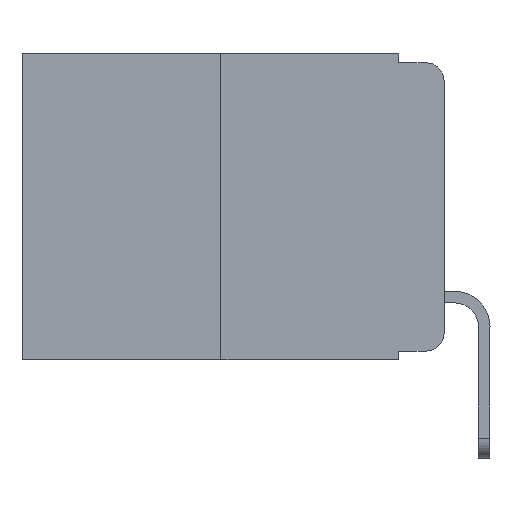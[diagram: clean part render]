
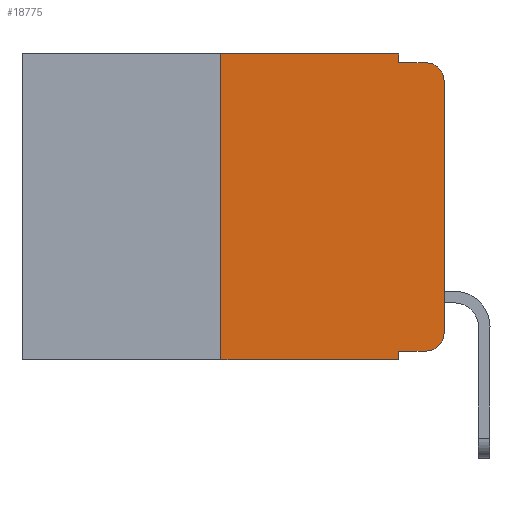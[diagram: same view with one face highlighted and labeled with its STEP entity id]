
A CAD part, left-side view. The second image highlights one B-rep face of the part: STEP entity #18775.
In plain terms, the highlighted planar face has unit normal (-1, 0, 0).
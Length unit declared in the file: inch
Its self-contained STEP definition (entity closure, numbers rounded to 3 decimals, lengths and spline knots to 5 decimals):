
#80 = CARTESIAN_POINT ( 'NONE',  ( 0., 0., -0.313 ) ) ;
#222 = EDGE_CURVE ( 'NONE', #16069, #7587, #317, .T. ) ;
#281 = CARTESIAN_POINT ( 'NONE',  ( 0., 0.02, -0.333 ) ) ;
#317 = LINE ( 'NONE', #6588, #14079 ) ;
#417 = DIRECTION ( 'NONE',  ( 0., -1., 0. ) ) ;
#731 = CARTESIAN_POINT ( 'NONE',  ( 0., 0.051, -0.333 ) ) ;
#745 = DIRECTION ( 'NONE',  ( 0., 0., -1. ) ) ;
#927 = VERTEX_POINT ( 'NONE', #14154 ) ;
#968 = ORIENTED_EDGE ( 'NONE', *, *, #8261, .T. ) ;
#1049 = VERTEX_POINT ( 'NONE', #16782 ) ;
#1158 = ORIENTED_EDGE ( 'NONE', *, *, #13659, .F. ) ;
#1371 = AXIS2_PLACEMENT_3D ( 'NONE', #19402, #10141, #19278 ) ;
#1507 = DIRECTION ( 'NONE',  ( -1., 0., 0. ) ) ;
#2072 = CARTESIAN_POINT ( 'NONE',  ( 0., 0.473, 0. ) ) ;
#2083 = VECTOR ( 'NONE', #2993, 39.37008 ) ;
#2197 = ORIENTED_EDGE ( 'NONE', *, *, #222, .T. ) ;
#2595 = PLANE ( 'NONE',  #1371 ) ;
#2600 = DIRECTION ( 'NONE',  ( 0., 0., -1. ) ) ;
#2657 = VECTOR ( 'NONE', #8504, 39.37008 ) ;
#2859 = CARTESIAN_POINT ( 'NONE',  ( 0., 0.051, 0. ) ) ;
#2884 = CIRCLE ( 'NONE', #14540, 0.02 ) ;
#2964 = CARTESIAN_POINT ( 'NONE',  ( 0., 0., 0. ) ) ;
#2980 = CARTESIAN_POINT ( 'NONE',  ( 0., 0.02, -0.313 ) ) ;
#2991 = EDGE_LOOP ( 'NONE', ( #968, #18439, #1158, #15366, #6685, #15867, #18267, #10103, #2197, #9387 ) ) ;
#2993 = DIRECTION ( 'NONE',  ( 0., 0., -1. ) ) ;
#3124 = VERTEX_POINT ( 'NONE', #19687 ) ;
#3766 = EDGE_CURVE ( 'NONE', #927, #4294, #6882, .T. ) ;
#4294 = VERTEX_POINT ( 'NONE', #6774 ) ;
#5121 = DIRECTION ( 'NONE',  ( 0., -1., 0. ) ) ;
#5202 = VECTOR ( 'NONE', #14423, 39.37008 ) ;
#5292 = CIRCLE ( 'NONE', #18426, 0.02 ) ;
#5461 = CARTESIAN_POINT ( 'NONE',  ( 0., 0.25, 0. ) ) ;
#5958 = EDGE_CURVE ( 'NONE', #16069, #19269, #17751, .T. ) ;
#6588 = CARTESIAN_POINT ( 'NONE',  ( 0., 0.051, -0.333 ) ) ;
#6629 = CARTESIAN_POINT ( 'NONE',  ( 0., 0.051, 0. ) ) ;
#6685 = ORIENTED_EDGE ( 'NONE', *, *, #16019, .F. ) ;
#6734 = DIRECTION ( 'NONE',  ( -1., 0., 0. ) ) ;
#6774 = CARTESIAN_POINT ( 'NONE',  ( 0., 0.25, 0. ) ) ;
#6882 = LINE ( 'NONE', #5461, #15936 ) ;
#6986 = LINE ( 'NONE', #2072, #12189 ) ;
#7587 = VERTEX_POINT ( 'NONE', #281 ) ;
#8261 = EDGE_CURVE ( 'NONE', #10685, #8542, #15360, .T. ) ;
#8504 = DIRECTION ( 'NONE',  ( 0., -1., 0. ) ) ;
#8542 = VERTEX_POINT ( 'NONE', #15730 ) ;
#9133 = DIRECTION ( 'NONE',  ( 0., 0., -1. ) ) ;
#9186 = DIRECTION ( 'NONE',  ( 0., 0., 1. ) ) ;
#9387 = ORIENTED_EDGE ( 'NONE', *, *, #13092, .T. ) ;
#9825 = CARTESIAN_POINT ( 'NONE',  ( 0., 0.02, -0.03 ) ) ;
#10103 = ORIENTED_EDGE ( 'NONE', *, *, #5958, .F. ) ;
#10141 = DIRECTION ( 'NONE',  ( 1., 0., 0. ) ) ;
#10685 = VERTEX_POINT ( 'NONE', #80 ) ;
#11487 = VERTEX_POINT ( 'NONE', #6629 ) ;
#11732 = CARTESIAN_POINT ( 'NONE',  ( 0., 0.051, 0. ) ) ;
#11993 = VECTOR ( 'NONE', #9186, 39.37008 ) ;
#12158 = EDGE_CURVE ( 'NONE', #8542, #3124, #5292, .T. ) ;
#12189 = VECTOR ( 'NONE', #417, 39.37008 ) ;
#13092 = EDGE_CURVE ( 'NONE', #7587, #10685, #2884, .T. ) ;
#13659 = EDGE_CURVE ( 'NONE', #1049, #3124, #13997, .T. ) ;
#13997 = LINE ( 'NONE', #17566, #5202 ) ;
#14026 = FACE_OUTER_BOUND ( 'NONE', #2991, .T. ) ;
#14079 = VECTOR ( 'NONE', #5121, 39.37008 ) ;
#14154 = CARTESIAN_POINT ( 'NONE',  ( 0., 0.25, -0.343 ) ) ;
#14423 = DIRECTION ( 'NONE',  ( 0., -1., 0. ) ) ;
#14540 = AXIS2_PLACEMENT_3D ( 'NONE', #2980, #1507, #9133 ) ;
#15360 = LINE ( 'NONE', #2964, #11993 ) ;
#15366 = ORIENTED_EDGE ( 'NONE', *, *, #16943, .F. ) ;
#15730 = CARTESIAN_POINT ( 'NONE',  ( 0., 0., -0.03 ) ) ;
#15867 = ORIENTED_EDGE ( 'NONE', *, *, #3766, .F. ) ;
#15936 = VECTOR ( 'NONE', #19536, 39.37008 ) ;
#16019 = EDGE_CURVE ( 'NONE', #4294, #11487, #6986, .T. ) ;
#16059 = CARTESIAN_POINT ( 'NONE',  ( 0., 0.473, -0.343 ) ) ;
#16069 = VERTEX_POINT ( 'NONE', #731 ) ;
#16693 = LINE ( 'NONE', #16059, #2657 ) ;
#16782 = CARTESIAN_POINT ( 'NONE',  ( 0., 0.051, -0.01 ) ) ;
#16943 = EDGE_CURVE ( 'NONE', #11487, #1049, #17442, .T. ) ;
#16978 = VECTOR ( 'NONE', #2600, 39.37008 ) ;
#17442 = LINE ( 'NONE', #11732, #16978 ) ;
#17527 = CARTESIAN_POINT ( 'NONE',  ( 0., 0.051, -0.343 ) ) ;
#17566 = CARTESIAN_POINT ( 'NONE',  ( 0., 0.051, -0.01 ) ) ;
#17751 = LINE ( 'NONE', #2859, #2083 ) ;
#18153 = EDGE_CURVE ( 'NONE', #927, #19269, #16693, .T. ) ;
#18267 = ORIENTED_EDGE ( 'NONE', *, *, #18153, .T. ) ;
#18426 = AXIS2_PLACEMENT_3D ( 'NONE', #9825, #6734, #745 ) ;
#18439 = ORIENTED_EDGE ( 'NONE', *, *, #12158, .T. ) ;
#18775 = ADVANCED_FACE ( 'NONE', ( #14026 ), #2595, .F. ) ;
#19269 = VERTEX_POINT ( 'NONE', #17527 ) ;
#19278 = DIRECTION ( 'NONE',  ( 0., 0., -1. ) ) ;
#19402 = CARTESIAN_POINT ( 'NONE',  ( 0., 0.473, 0. ) ) ;
#19536 = DIRECTION ( 'NONE',  ( 0., 0., 1. ) ) ;
#19687 = CARTESIAN_POINT ( 'NONE',  ( 0., 0.02, -0.01 ) ) ;
